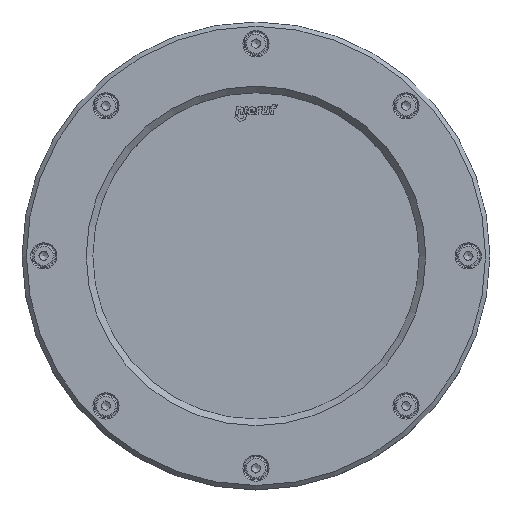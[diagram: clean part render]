
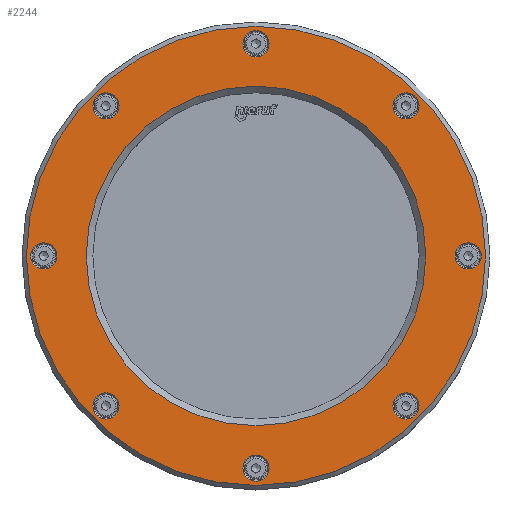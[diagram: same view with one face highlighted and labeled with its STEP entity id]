
A CAD part, top view. The second image highlights one B-rep face of the part: STEP entity #2244.
In plain terms, the highlighted planar face has unit normal (0, 0, 1).
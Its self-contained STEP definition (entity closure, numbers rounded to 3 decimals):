
#2030=CARTESIAN_POINT('',(0.,78.,20.5));
#2031=DIRECTION('',(0.,0.,1.));
#2032=DIRECTION('',(1.,0.,0.));
#2033=AXIS2_PLACEMENT_3D('',#2030,#2031,#2032);
#2034=PLANE('',#2033);
#2035=CARTESIAN_POINT('',(91.5,0.,20.5));
#2036=VERTEX_POINT('',#2035);
#2037=CARTESIAN_POINT('',(103.5,0.,20.5));
#2038=VERTEX_POINT('',#2037);
#2039=CARTESIAN_POINT('',(97.5,0.,20.5));
#2040=DIRECTION('',(-0.,-0.,-1.));
#2041=DIRECTION('',(1.,0.,-0.));
#2042=AXIS2_PLACEMENT_3D('',#2039,#2040,#2041);
#2043=CIRCLE('',#2042,6.);
#2044=EDGE_CURVE('',#2036,#2038,#2043,.T.);
#2045=ORIENTED_EDGE('',*,*,#2044,.T.);
#2046=CARTESIAN_POINT('',(97.5,0.,20.5));
#2047=DIRECTION('',(-0.,-0.,-1.));
#2048=DIRECTION('',(1.,0.,-0.));
#2049=AXIS2_PLACEMENT_3D('',#2046,#2047,#2048);
#2050=CIRCLE('',#2049,6.);
#2051=EDGE_CURVE('',#2038,#2036,#2050,.T.);
#2052=ORIENTED_EDGE('',*,*,#2051,.T.);
#2053=EDGE_LOOP('',(#2045,#2052));
#2054=FACE_BOUND('',#2053,.T.);
#2055=CARTESIAN_POINT('',(74.943,68.943,20.5));
#2056=VERTEX_POINT('',#2055);
#2057=CARTESIAN_POINT('',(62.943,68.943,20.5));
#2058=VERTEX_POINT('',#2057);
#2059=CARTESIAN_POINT('',(68.943,68.943,20.5));
#2060=DIRECTION('',(-0.,-0.,-1.));
#2061=DIRECTION('',(1.,0.,-0.));
#2062=AXIS2_PLACEMENT_3D('',#2059,#2060,#2061);
#2063=CIRCLE('',#2062,6.);
#2064=EDGE_CURVE('',#2056,#2058,#2063,.T.);
#2065=ORIENTED_EDGE('',*,*,#2064,.T.);
#2066=CARTESIAN_POINT('',(68.943,68.943,20.5));
#2067=DIRECTION('',(-0.,-0.,-1.));
#2068=DIRECTION('',(1.,0.,-0.));
#2069=AXIS2_PLACEMENT_3D('',#2066,#2067,#2068);
#2070=CIRCLE('',#2069,6.);
#2071=EDGE_CURVE('',#2058,#2056,#2070,.T.);
#2072=ORIENTED_EDGE('',*,*,#2071,.T.);
#2073=EDGE_LOOP('',(#2065,#2072));
#2074=FACE_BOUND('',#2073,.T.);
#2075=CARTESIAN_POINT('',(6.,97.5,20.5));
#2076=VERTEX_POINT('',#2075);
#2077=CARTESIAN_POINT('',(-6.,97.5,20.5));
#2078=VERTEX_POINT('',#2077);
#2079=CARTESIAN_POINT('',(-0.,97.5,20.5));
#2080=DIRECTION('',(-0.,-0.,-1.));
#2081=DIRECTION('',(1.,0.,-0.));
#2082=AXIS2_PLACEMENT_3D('',#2079,#2080,#2081);
#2083=CIRCLE('',#2082,6.);
#2084=EDGE_CURVE('',#2076,#2078,#2083,.T.);
#2085=ORIENTED_EDGE('',*,*,#2084,.T.);
#2086=CARTESIAN_POINT('',(-0.,97.5,20.5));
#2087=DIRECTION('',(-0.,-0.,-1.));
#2088=DIRECTION('',(1.,0.,-0.));
#2089=AXIS2_PLACEMENT_3D('',#2086,#2087,#2088);
#2090=CIRCLE('',#2089,6.);
#2091=EDGE_CURVE('',#2078,#2076,#2090,.T.);
#2092=ORIENTED_EDGE('',*,*,#2091,.T.);
#2093=EDGE_LOOP('',(#2085,#2092));
#2094=FACE_BOUND('',#2093,.T.);
#2095=CARTESIAN_POINT('',(-74.943,68.943,20.5));
#2096=VERTEX_POINT('',#2095);
#2097=CARTESIAN_POINT('',(-62.943,68.943,20.5));
#2098=VERTEX_POINT('',#2097);
#2099=CARTESIAN_POINT('',(-68.943,68.943,20.5));
#2100=DIRECTION('',(-0.,-0.,-1.));
#2101=DIRECTION('',(1.,0.,-0.));
#2102=AXIS2_PLACEMENT_3D('',#2099,#2100,#2101);
#2103=CIRCLE('',#2102,6.);
#2104=EDGE_CURVE('',#2096,#2098,#2103,.T.);
#2105=ORIENTED_EDGE('',*,*,#2104,.T.);
#2106=CARTESIAN_POINT('',(-68.943,68.943,20.5));
#2107=DIRECTION('',(-0.,-0.,-1.));
#2108=DIRECTION('',(1.,0.,-0.));
#2109=AXIS2_PLACEMENT_3D('',#2106,#2107,#2108);
#2110=CIRCLE('',#2109,6.);
#2111=EDGE_CURVE('',#2098,#2096,#2110,.T.);
#2112=ORIENTED_EDGE('',*,*,#2111,.T.);
#2113=EDGE_LOOP('',(#2105,#2112));
#2114=FACE_BOUND('',#2113,.T.);
#2115=CARTESIAN_POINT('',(-103.5,0.,20.5));
#2116=VERTEX_POINT('',#2115);
#2117=CARTESIAN_POINT('',(-91.5,0.,20.5));
#2118=VERTEX_POINT('',#2117);
#2119=CARTESIAN_POINT('',(-97.5,0.,20.5));
#2120=DIRECTION('',(-0.,-0.,-1.));
#2121=DIRECTION('',(1.,0.,-0.));
#2122=AXIS2_PLACEMENT_3D('',#2119,#2120,#2121);
#2123=CIRCLE('',#2122,6.);
#2124=EDGE_CURVE('',#2116,#2118,#2123,.T.);
#2125=ORIENTED_EDGE('',*,*,#2124,.T.);
#2126=CARTESIAN_POINT('',(-97.5,0.,20.5));
#2127=DIRECTION('',(-0.,-0.,-1.));
#2128=DIRECTION('',(1.,0.,-0.));
#2129=AXIS2_PLACEMENT_3D('',#2126,#2127,#2128);
#2130=CIRCLE('',#2129,6.);
#2131=EDGE_CURVE('',#2118,#2116,#2130,.T.);
#2132=ORIENTED_EDGE('',*,*,#2131,.T.);
#2133=EDGE_LOOP('',(#2125,#2132));
#2134=FACE_BOUND('',#2133,.T.);
#2135=CARTESIAN_POINT('',(-74.943,-68.943,20.5));
#2136=VERTEX_POINT('',#2135);
#2137=CARTESIAN_POINT('',(-62.943,-68.943,20.5));
#2138=VERTEX_POINT('',#2137);
#2139=CARTESIAN_POINT('',(-68.943,-68.943,20.5));
#2140=DIRECTION('',(-0.,-0.,-1.));
#2141=DIRECTION('',(1.,0.,-0.));
#2142=AXIS2_PLACEMENT_3D('',#2139,#2140,#2141);
#2143=CIRCLE('',#2142,6.);
#2144=EDGE_CURVE('',#2136,#2138,#2143,.T.);
#2145=ORIENTED_EDGE('',*,*,#2144,.T.);
#2146=CARTESIAN_POINT('',(-68.943,-68.943,20.5));
#2147=DIRECTION('',(-0.,-0.,-1.));
#2148=DIRECTION('',(1.,0.,-0.));
#2149=AXIS2_PLACEMENT_3D('',#2146,#2147,#2148);
#2150=CIRCLE('',#2149,6.);
#2151=EDGE_CURVE('',#2138,#2136,#2150,.T.);
#2152=ORIENTED_EDGE('',*,*,#2151,.T.);
#2153=EDGE_LOOP('',(#2145,#2152));
#2154=FACE_BOUND('',#2153,.T.);
#2155=CARTESIAN_POINT('',(74.943,-68.943,20.5));
#2156=VERTEX_POINT('',#2155);
#2157=CARTESIAN_POINT('',(62.943,-68.943,20.5));
#2158=VERTEX_POINT('',#2157);
#2159=CARTESIAN_POINT('',(68.943,-68.943,20.5));
#2160=DIRECTION('',(-0.,-0.,-1.));
#2161=DIRECTION('',(1.,0.,-0.));
#2162=AXIS2_PLACEMENT_3D('',#2159,#2160,#2161);
#2163=CIRCLE('',#2162,6.);
#2164=EDGE_CURVE('',#2156,#2158,#2163,.T.);
#2165=ORIENTED_EDGE('',*,*,#2164,.T.);
#2166=CARTESIAN_POINT('',(68.943,-68.943,20.5));
#2167=DIRECTION('',(-0.,-0.,-1.));
#2168=DIRECTION('',(1.,0.,-0.));
#2169=AXIS2_PLACEMENT_3D('',#2166,#2167,#2168);
#2170=CIRCLE('',#2169,6.);
#2171=EDGE_CURVE('',#2158,#2156,#2170,.T.);
#2172=ORIENTED_EDGE('',*,*,#2171,.T.);
#2173=EDGE_LOOP('',(#2165,#2172));
#2174=FACE_BOUND('',#2173,.T.);
#2175=CARTESIAN_POINT('',(-6.,-97.5,20.5));
#2176=VERTEX_POINT('',#2175);
#2177=CARTESIAN_POINT('',(6.,-97.5,20.5));
#2178=VERTEX_POINT('',#2177);
#2179=CARTESIAN_POINT('',(0.,-97.5,20.5));
#2180=DIRECTION('',(-0.,-0.,-1.));
#2181=DIRECTION('',(1.,0.,-0.));
#2182=AXIS2_PLACEMENT_3D('',#2179,#2180,#2181);
#2183=CIRCLE('',#2182,6.);
#2184=EDGE_CURVE('',#2176,#2178,#2183,.T.);
#2185=ORIENTED_EDGE('',*,*,#2184,.T.);
#2186=CARTESIAN_POINT('',(0.,-97.5,20.5));
#2187=DIRECTION('',(-0.,-0.,-1.));
#2188=DIRECTION('',(1.,0.,-0.));
#2189=AXIS2_PLACEMENT_3D('',#2186,#2187,#2188);
#2190=CIRCLE('',#2189,6.);
#2191=EDGE_CURVE('',#2178,#2176,#2190,.T.);
#2192=ORIENTED_EDGE('',*,*,#2191,.T.);
#2193=EDGE_LOOP('',(#2185,#2192));
#2194=FACE_BOUND('',#2193,.T.);
#2195=CARTESIAN_POINT('',(105.5,-0.,20.5));
#2196=VERTEX_POINT('',#2195);
#2197=CARTESIAN_POINT('',(-105.5,-0.,20.5));
#2198=VERTEX_POINT('',#2197);
#2199=CARTESIAN_POINT('',(0.,-0.,20.5));
#2200=DIRECTION('',(0.,0.,1.));
#2201=DIRECTION('',(1.,0.,-0.));
#2202=AXIS2_PLACEMENT_3D('',#2199,#2200,#2201);
#2203=CIRCLE('',#2202,105.5);
#2204=EDGE_CURVE('',#2196,#2198,#2203,.T.);
#2205=ORIENTED_EDGE('',*,*,#2204,.T.);
#2206=CARTESIAN_POINT('',(0.,-0.,20.5));
#2207=DIRECTION('',(0.,0.,1.));
#2208=DIRECTION('',(1.,0.,-0.));
#2209=AXIS2_PLACEMENT_3D('',#2206,#2207,#2208);
#2210=CIRCLE('',#2209,105.5);
#2211=EDGE_CURVE('',#2198,#2196,#2210,.T.);
#2212=ORIENTED_EDGE('',*,*,#2211,.T.);
#2213=EDGE_LOOP('',(#2205,#2212));
#2214=FACE_BOUND('',#2213,.T.);
#2215=CARTESIAN_POINT('',(78.,-0.,20.5));
#2216=VERTEX_POINT('',#2215);
#2217=CARTESIAN_POINT('',(0.,-78.,20.5));
#2218=VERTEX_POINT('',#2217);
#2219=CARTESIAN_POINT('',(0.,-0.,20.5));
#2220=DIRECTION('',(-0.,-0.,-1.));
#2221=DIRECTION('',(0.,-1.,0.));
#2222=AXIS2_PLACEMENT_3D('',#2219,#2220,#2221);
#2223=CIRCLE('',#2222,78.);
#2224=EDGE_CURVE('NONE',#2216,#2218,#2223,.T.);
#2225=ORIENTED_EDGE('',*,*,#2224,.T.);
#2226=CARTESIAN_POINT('',(-78.,0.,20.5));
#2227=VERTEX_POINT('',#2226);
#2228=CARTESIAN_POINT('',(0.,-0.,20.5));
#2229=DIRECTION('',(-0.,-0.,-1.));
#2230=DIRECTION('',(0.,-1.,0.));
#2231=AXIS2_PLACEMENT_3D('',#2228,#2229,#2230);
#2232=CIRCLE('',#2231,78.);
#2233=EDGE_CURVE('NONE',#2218,#2227,#2232,.T.);
#2234=ORIENTED_EDGE('',*,*,#2233,.T.);
#2235=CARTESIAN_POINT('',(0.,-0.,20.5));
#2236=DIRECTION('',(-0.,-0.,-1.));
#2237=DIRECTION('',(0.,-1.,0.));
#2238=AXIS2_PLACEMENT_3D('',#2235,#2236,#2237);
#2239=CIRCLE('',#2238,78.);
#2240=EDGE_CURVE('NONE',#2227,#2216,#2239,.T.);
#2241=ORIENTED_EDGE('',*,*,#2240,.T.);
#2242=EDGE_LOOP('',(#2225,#2234,#2241));
#2243=FACE_BOUND('',#2242,.T.);
#2244=ADVANCED_FACE('',(#2054,#2074,#2094,#2114,#2134,#2154,#2174,#2194,#2214,#2243),#2034,.T.);
